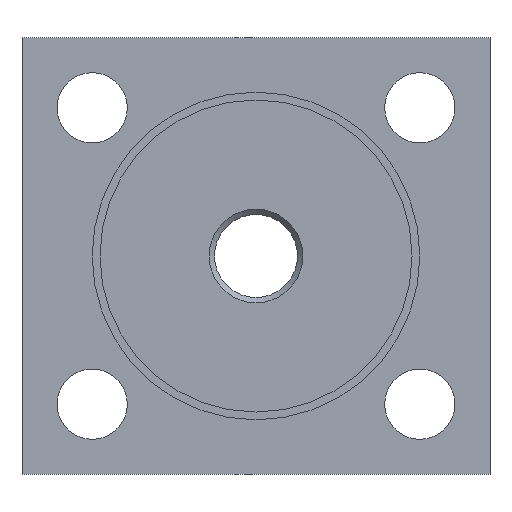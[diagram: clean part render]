
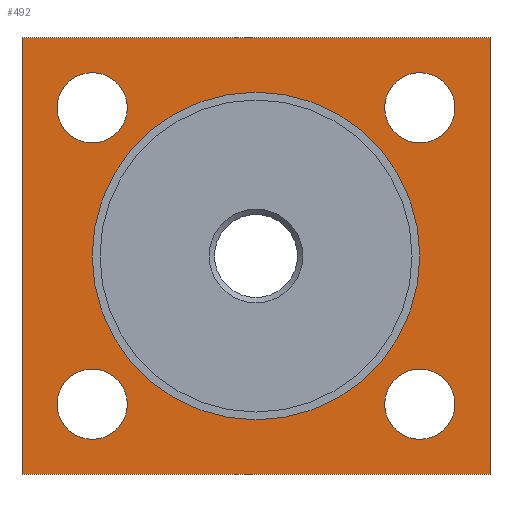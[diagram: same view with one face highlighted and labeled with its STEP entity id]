
A CAD part, front view. The second image highlights one B-rep face of the part: STEP entity #492.
In plain terms, the highlighted planar face has unit normal (0, -1, 0).
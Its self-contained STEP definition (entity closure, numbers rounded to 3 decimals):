
#33=LINE('',#777,#53);
#37=LINE('',#786,#57);
#40=LINE('',#792,#60);
#43=LINE('',#798,#63);
#53=VECTOR('',#612,1000.);
#57=VECTOR('',#618,1000.);
#60=VECTOR('',#623,1000.);
#63=VECTOR('',#628,1000.);
#78=PLANE('',#547);
#98=CIRCLE('',#548,21.);
#99=CIRCLE('',#549,4.5);
#100=CIRCLE('',#550,4.5);
#101=CIRCLE('',#551,4.5);
#102=CIRCLE('',#552,4.5);
#153=ORIENTED_EDGE('',*,*,#259,.F.);
#154=ORIENTED_EDGE('',*,*,#260,.F.);
#155=ORIENTED_EDGE('',*,*,#261,.F.);
#156=ORIENTED_EDGE('',*,*,#262,.F.);
#157=ORIENTED_EDGE('',*,*,#263,.F.);
#158=ORIENTED_EDGE('',*,*,#242,.F.);
#159=ORIENTED_EDGE('',*,*,#252,.F.);
#160=ORIENTED_EDGE('',*,*,#249,.F.);
#161=ORIENTED_EDGE('',*,*,#246,.F.);
#242=EDGE_CURVE('',#299,#300,#33,.T.);
#246=EDGE_CURVE('',#300,#303,#37,.T.);
#249=EDGE_CURVE('',#303,#305,#40,.T.);
#252=EDGE_CURVE('',#305,#299,#43,.T.);
#259=EDGE_CURVE('',#312,#312,#98,.T.);
#260=EDGE_CURVE('',#313,#313,#99,.T.);
#261=EDGE_CURVE('',#314,#314,#100,.T.);
#262=EDGE_CURVE('',#315,#315,#101,.T.);
#263=EDGE_CURVE('',#316,#316,#102,.T.);
#299=VERTEX_POINT('',#778);
#300=VERTEX_POINT('',#779);
#303=VERTEX_POINT('',#787);
#305=VERTEX_POINT('',#793);
#312=VERTEX_POINT('',#813);
#313=VERTEX_POINT('',#815);
#314=VERTEX_POINT('',#817);
#315=VERTEX_POINT('',#819);
#316=VERTEX_POINT('',#821);
#357=EDGE_LOOP('',(#153));
#358=EDGE_LOOP('',(#154));
#359=EDGE_LOOP('',(#155));
#360=EDGE_LOOP('',(#156));
#361=EDGE_LOOP('',(#157));
#362=EDGE_LOOP('',(#158,#159,#160,#161));
#425=FACE_BOUND('',#357,.T.);
#426=FACE_BOUND('',#358,.T.);
#427=FACE_BOUND('',#359,.T.);
#428=FACE_BOUND('',#360,.T.);
#429=FACE_BOUND('',#361,.T.);
#430=FACE_BOUND('',#362,.T.);
#492=ADVANCED_FACE('',(#425,#426,#427,#428,#429,#430),#78,.F.);
#547=AXIS2_PLACEMENT_3D('',#811,#642,#643);
#548=AXIS2_PLACEMENT_3D('',#812,#644,#645);
#549=AXIS2_PLACEMENT_3D('',#814,#646,#647);
#550=AXIS2_PLACEMENT_3D('',#816,#648,#649);
#551=AXIS2_PLACEMENT_3D('',#818,#650,#651);
#552=AXIS2_PLACEMENT_3D('',#820,#652,#653);
#612=DIRECTION('',(0.,0.,1.));
#618=DIRECTION('',(1.,0.,0.));
#623=DIRECTION('',(0.,0.,-1.));
#628=DIRECTION('',(-1.,0.,0.));
#642=DIRECTION('',(0.,1.,0.));
#643=DIRECTION('',(0.,0.,1.));
#644=DIRECTION('',(0.,-1.,0.));
#645=DIRECTION('',(0.,0.,-1.));
#646=DIRECTION('',(0.,-1.,0.));
#647=DIRECTION('',(0.,0.,-1.));
#648=DIRECTION('',(0.,-1.,0.));
#649=DIRECTION('',(0.,0.,-1.));
#650=DIRECTION('',(0.,-1.,0.));
#651=DIRECTION('',(0.,0.,-1.));
#652=DIRECTION('',(0.,-1.,0.));
#653=DIRECTION('',(0.,0.,-1.));
#777=CARTESIAN_POINT('',(-30.,0.,-28.));
#778=CARTESIAN_POINT('',(-30.,0.,-28.));
#779=CARTESIAN_POINT('',(-30.,0.,28.));
#786=CARTESIAN_POINT('',(-30.,0.,28.));
#787=CARTESIAN_POINT('',(30.,0.,28.));
#792=CARTESIAN_POINT('',(30.,0.,28.));
#793=CARTESIAN_POINT('',(30.,0.,-28.));
#798=CARTESIAN_POINT('',(30.,0.,-28.));
#811=CARTESIAN_POINT('',(0.,0.,0.));
#812=CARTESIAN_POINT('',(0.,0.,0.));
#813=CARTESIAN_POINT('',(0.,0.,-21.));
#814=CARTESIAN_POINT('',(21.,0.,-19.));
#815=CARTESIAN_POINT('',(21.,0.,-23.5));
#816=CARTESIAN_POINT('',(-21.,0.,-19.));
#817=CARTESIAN_POINT('',(-21.,0.,-23.5));
#818=CARTESIAN_POINT('',(-21.,0.,19.));
#819=CARTESIAN_POINT('',(-21.,0.,14.5));
#820=CARTESIAN_POINT('',(21.,0.,19.));
#821=CARTESIAN_POINT('',(21.,0.,14.5));
